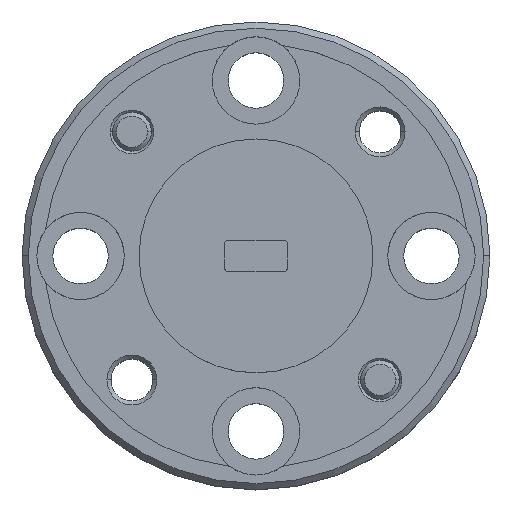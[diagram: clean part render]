
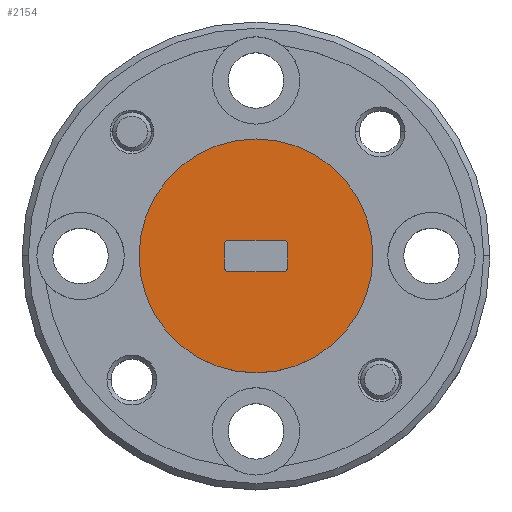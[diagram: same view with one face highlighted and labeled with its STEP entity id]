
A CAD part, top view. The second image highlights one B-rep face of the part: STEP entity #2154.
In plain terms, the highlighted planar face has unit normal (0, 0, 1).
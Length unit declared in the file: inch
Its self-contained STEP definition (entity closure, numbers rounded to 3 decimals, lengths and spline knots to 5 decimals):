
#98 = VERTEX_POINT ( 'NONE', #1940 ) ;
#164 = DIRECTION ( 'NONE',  ( -1., 0., 0. ) ) ;
#279 = CARTESIAN_POINT ( 'NONE',  ( -0.05, -0.02, 0. ) ) ;
#411 = CARTESIAN_POINT ( 'NONE',  ( -0.1875, 0., 0. ) ) ;
#525 = VERTEX_POINT ( 'NONE', #3631 ) ;
#605 = CARTESIAN_POINT ( 'NONE',  ( -0.05, 0.025, 0. ) ) ;
#628 = EDGE_CURVE ( 'NONE', #4139, #3666, #4539, .T. ) ;
#636 = LINE ( 'NONE', #605, #889 ) ;
#676 = FACE_BOUND ( 'NONE', #2026, .T. ) ;
#717 = CARTESIAN_POINT ( 'NONE',  ( 0., 0., 0. ) ) ;
#733 = ORIENTED_EDGE ( 'NONE', *, *, #2207, .F. ) ;
#745 = CARTESIAN_POINT ( 'NONE',  ( 0.1875, 0., 0. ) ) ;
#750 = CARTESIAN_POINT ( 'NONE',  ( -0.05, -0.025, 0. ) ) ;
#806 = ORIENTED_EDGE ( 'NONE', *, *, #4572, .T. ) ;
#858 = ORIENTED_EDGE ( 'NONE', *, *, #4233, .T. ) ;
#889 = VECTOR ( 'NONE', #164, 39.37008 ) ;
#992 = CIRCLE ( 'NONE', #3984, 0.005 ) ;
#1005 = DIRECTION ( 'NONE',  ( 0., 0., -1. ) ) ;
#1130 = CIRCLE ( 'NONE', #3026, 0.005 ) ;
#1132 = DIRECTION ( 'NONE',  ( 1., 0., 0. ) ) ;
#1140 = DIRECTION ( 'NONE',  ( 1., 0., 0. ) ) ;
#1184 = EDGE_CURVE ( 'NONE', #2180, #3556, #636, .T. ) ;
#1327 = CARTESIAN_POINT ( 'NONE',  ( 0.05, -0.025, 0. ) ) ;
#1353 = VERTEX_POINT ( 'NONE', #3323 ) ;
#1377 = CARTESIAN_POINT ( 'NONE',  ( 0., 0., 0. ) ) ;
#1399 = AXIS2_PLACEMENT_3D ( 'NONE', #1924, #3554, #1132 ) ;
#1433 = CARTESIAN_POINT ( 'NONE',  ( 0., 0., 0. ) ) ;
#1493 = FACE_OUTER_BOUND ( 'NONE', #1688, .T. ) ;
#1553 = DIRECTION ( 'NONE',  ( 0., 0., 1. ) ) ;
#1567 = DIRECTION ( 'NONE',  ( 0., -1., 0. ) ) ;
#1669 = DIRECTION ( 'NONE',  ( 0., 0., -1. ) ) ;
#1688 = EDGE_LOOP ( 'NONE', ( #2377, #806 ) ) ;
#1873 = CARTESIAN_POINT ( 'NONE',  ( 0.045, 0.02, 0. ) ) ;
#1924 = CARTESIAN_POINT ( 'NONE',  ( -0.045, 0.02, 0. ) ) ;
#1940 = CARTESIAN_POINT ( 'NONE',  ( 0.05, 0.02, 0. ) ) ;
#2026 = EDGE_LOOP ( 'NONE', ( #3307, #5272, #3394, #5239, #2133, #858, #733, #5178 ) ) ;
#2133 = ORIENTED_EDGE ( 'NONE', *, *, #5053, .F. ) ;
#2154 = ADVANCED_FACE ( 'NONE', ( #676, #1493 ), #4747, .T. ) ;
#2177 = VECTOR ( 'NONE', #1567, 39.37008 ) ;
#2180 = VERTEX_POINT ( 'NONE', #3626 ) ;
#2182 = VECTOR ( 'NONE', #2221, 39.37008 ) ;
#2207 = EDGE_CURVE ( 'NONE', #2785, #4763, #4448, .T. ) ;
#2221 = DIRECTION ( 'NONE',  ( 0., 1., 0. ) ) ;
#2267 = CIRCLE ( 'NONE', #1399, 0.005 ) ;
#2377 = ORIENTED_EDGE ( 'NONE', *, *, #628, .T. ) ;
#2457 = CARTESIAN_POINT ( 'NONE',  ( -0.045, 0.025, 0. ) ) ;
#2550 = AXIS2_PLACEMENT_3D ( 'NONE', #4270, #1005, #3030 ) ;
#2646 = LINE ( 'NONE', #1327, #2182 ) ;
#2785 = VERTEX_POINT ( 'NONE', #4511 ) ;
#2903 = EDGE_CURVE ( 'NONE', #1353, #4965, #4068, .T. ) ;
#2927 = CARTESIAN_POINT ( 'NONE',  ( -0.05, -0.025, 0. ) ) ;
#2939 = AXIS2_PLACEMENT_3D ( 'NONE', #1433, #3071, #4690 ) ;
#2976 = EDGE_CURVE ( 'NONE', #2180, #98, #992, .T. ) ;
#2982 = CARTESIAN_POINT ( 'NONE',  ( -0.045, -0.02, 0. ) ) ;
#3016 = DIRECTION ( 'NONE',  ( 1., 0., 0. ) ) ;
#3026 = AXIS2_PLACEMENT_3D ( 'NONE', #2982, #1669, #3305 ) ;
#3030 = DIRECTION ( 'NONE',  ( 1., 0., 0. ) ) ;
#3071 = DIRECTION ( 'NONE',  ( 0., 0., 1. ) ) ;
#3305 = DIRECTION ( 'NONE',  ( 1., 0., 0. ) ) ;
#3307 = ORIENTED_EDGE ( 'NONE', *, *, #1184, .F. ) ;
#3323 = CARTESIAN_POINT ( 'NONE',  ( 0.05, -0.02, 0. ) ) ;
#3394 = ORIENTED_EDGE ( 'NONE', *, *, #4629, .F. ) ;
#3554 = DIRECTION ( 'NONE',  ( 0., 0., -1. ) ) ;
#3556 = VERTEX_POINT ( 'NONE', #2457 ) ;
#3626 = CARTESIAN_POINT ( 'NONE',  ( 0.045, 0.025, 0. ) ) ;
#3631 = CARTESIAN_POINT ( 'NONE',  ( -0.045, -0.025, 0. ) ) ;
#3666 = VERTEX_POINT ( 'NONE', #411 ) ;
#3707 = VECTOR ( 'NONE', #4577, 39.37008 ) ;
#3713 = DIRECTION ( 'NONE',  ( 1., 0., 0. ) ) ;
#3734 = DIRECTION ( 'NONE',  ( 0., 0., 1. ) ) ;
#3984 = AXIS2_PLACEMENT_3D ( 'NONE', #1873, #4356, #1140 ) ;
#4068 = CIRCLE ( 'NONE', #2550, 0.005 ) ;
#4139 = VERTEX_POINT ( 'NONE', #745 ) ;
#4178 = LINE ( 'NONE', #2927, #3707 ) ;
#4233 = EDGE_CURVE ( 'NONE', #525, #4763, #1130, .T. ) ;
#4270 = CARTESIAN_POINT ( 'NONE',  ( 0.045, -0.02, 0. ) ) ;
#4284 = AXIS2_PLACEMENT_3D ( 'NONE', #1377, #3734, #3016 ) ;
#4356 = DIRECTION ( 'NONE',  ( 0., 0., -1. ) ) ;
#4385 = AXIS2_PLACEMENT_3D ( 'NONE', #717, #1553, #3713 ) ;
#4448 = LINE ( 'NONE', #750, #2177 ) ;
#4511 = CARTESIAN_POINT ( 'NONE',  ( -0.05, 0.02, 0. ) ) ;
#4539 = CIRCLE ( 'NONE', #4284, 0.1875 ) ;
#4572 = EDGE_CURVE ( 'NONE', #3666, #4139, #5144, .T. ) ;
#4577 = DIRECTION ( 'NONE',  ( 1., 0., 0. ) ) ;
#4629 = EDGE_CURVE ( 'NONE', #1353, #98, #2646, .T. ) ;
#4690 = DIRECTION ( 'NONE',  ( 1., 0., 0. ) ) ;
#4747 = PLANE ( 'NONE',  #2939 ) ;
#4763 = VERTEX_POINT ( 'NONE', #279 ) ;
#4831 = EDGE_CURVE ( 'NONE', #2785, #3556, #2267, .T. ) ;
#4901 = CARTESIAN_POINT ( 'NONE',  ( 0.045, -0.025, 0. ) ) ;
#4965 = VERTEX_POINT ( 'NONE', #4901 ) ;
#5053 = EDGE_CURVE ( 'NONE', #525, #4965, #4178, .T. ) ;
#5144 = CIRCLE ( 'NONE', #4385, 0.1875 ) ;
#5178 = ORIENTED_EDGE ( 'NONE', *, *, #4831, .T. ) ;
#5239 = ORIENTED_EDGE ( 'NONE', *, *, #2903, .T. ) ;
#5272 = ORIENTED_EDGE ( 'NONE', *, *, #2976, .T. ) ;
